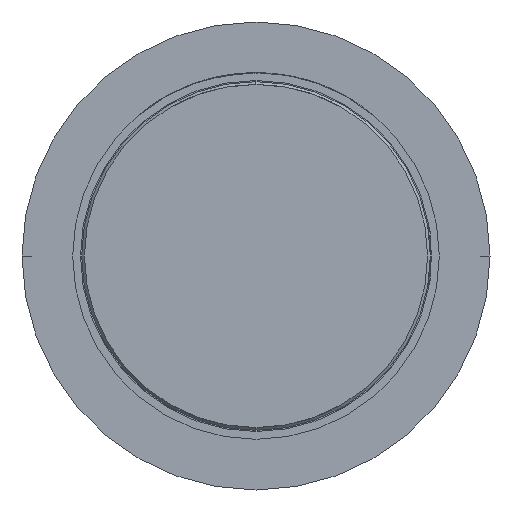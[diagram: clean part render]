
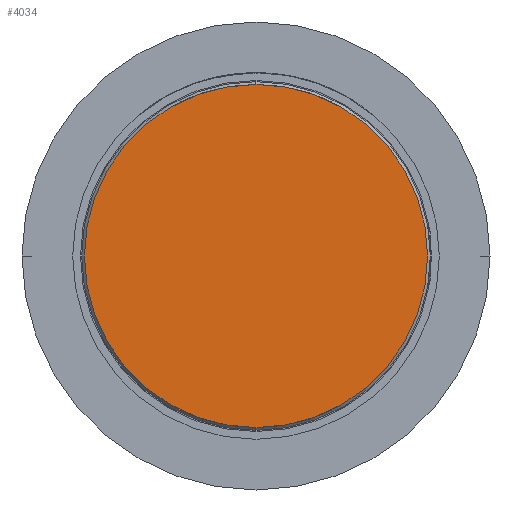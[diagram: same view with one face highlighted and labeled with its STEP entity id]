
A CAD part, front view. The second image highlights one B-rep face of the part: STEP entity #4034.
In plain terms, the highlighted planar face has unit normal (0, -1, 0).
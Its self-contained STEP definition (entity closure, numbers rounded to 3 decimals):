
#37 = CARTESIAN_POINT ( 'NONE',  ( -2.2, 0., 0. ) ) ;
#166 = CARTESIAN_POINT ( 'NONE',  ( 0., 0., -1.9 ) ) ;
#319 = CIRCLE ( 'NONE', #2621, 2.2 ) ;
#495 = DIRECTION ( 'NONE',  ( 1., 0., 0. ) ) ;
#610 = DIRECTION ( 'NONE',  ( 0., -1., 0. ) ) ;
#630 = ORIENTED_EDGE ( 'NONE', *, *, #2554, .T. ) ;
#861 = FACE_OUTER_BOUND ( 'NONE', #2352, .T. ) ;
#1245 = CIRCLE ( 'NONE', #2573, 2.2 ) ;
#1770 = DIRECTION ( 'NONE',  ( -1., 0., 0. ) ) ;
#2119 = DIRECTION ( 'NONE',  ( 0., -1., 0. ) ) ;
#2327 = ORIENTED_EDGE ( 'NONE', *, *, #2962, .T. ) ;
#2352 = EDGE_LOOP ( 'NONE', ( #630, #2327 ) ) ;
#2416 = VERTEX_POINT ( 'NONE', #2541 ) ;
#2475 = PLANE ( 'NONE',  #4237 ) ;
#2541 = CARTESIAN_POINT ( 'NONE',  ( 2.2, 0., 0. ) ) ;
#2554 = EDGE_CURVE ( 'Defeature ausgef�hrt1_8+Defeature ausgef�hrt1_15+Defeature ausgef�hrt1_15+Defeature ausgef�hrt1_15', #2715, #2416, #1245, .T. ) ;
#2573 = AXIS2_PLACEMENT_3D ( 'NONE', #2940, #610, #3605 ) ;
#2621 = AXIS2_PLACEMENT_3D ( 'NONE', #3397, #2119, #1770 ) ;
#2715 = VERTEX_POINT ( 'NONE', #37 ) ;
#2940 = CARTESIAN_POINT ( 'NONE',  ( 0., 0., 0. ) ) ;
#2962 = EDGE_CURVE ( 'Defeature ausgef�hrt1_8+Defeature ausgef�hrt1_15+Defeature ausgef�hrt1_15+Defeature ausgef�hrt1_15', #2416, #2715, #319, .T. ) ;
#3397 = CARTESIAN_POINT ( 'NONE',  ( 0., 0., 0. ) ) ;
#3499 = DIRECTION ( 'NONE',  ( 0., 1., 0. ) ) ;
#3605 = DIRECTION ( 'NONE',  ( -1., 0., 0. ) ) ;
#4034 = ADVANCED_FACE ( 'Defeature ausgef�hrt1_8', ( #861 ), #2475, .F. ) ;
#4237 = AXIS2_PLACEMENT_3D ( 'NONE', #166, #3499, #495 ) ;
